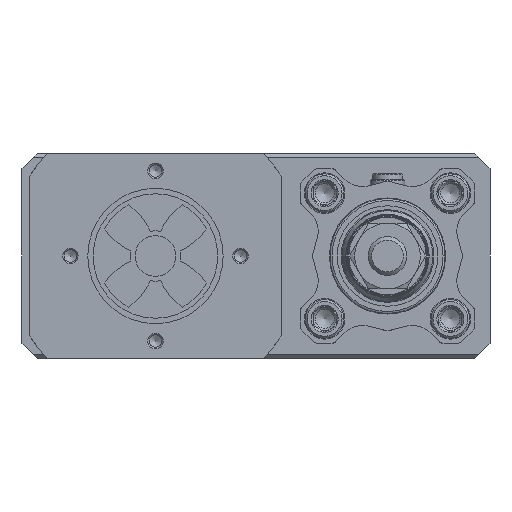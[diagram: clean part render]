
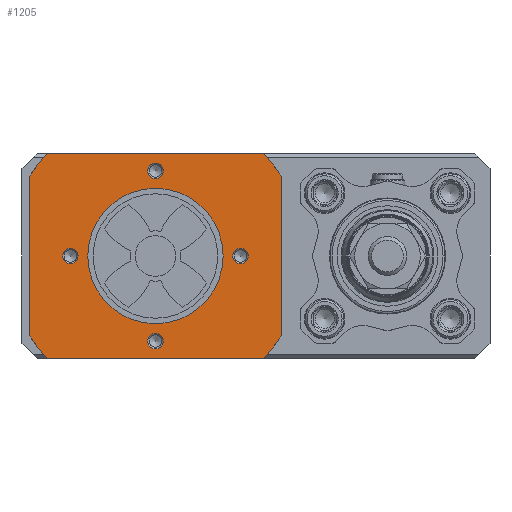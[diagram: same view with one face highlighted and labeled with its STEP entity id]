
A CAD part, left-side view. The second image highlights one B-rep face of the part: STEP entity #1205.
In plain terms, the highlighted face is planar.
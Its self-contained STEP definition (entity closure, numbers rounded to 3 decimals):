
#1205 = ADVANCED_FACE( '', ( #2603, #2604, #2605, #2606, #2607, #2608 ), #2609, .T. );
#2603 = FACE_BOUND( '', #4236, .T. );
#2604 = FACE_BOUND( '', #4237, .T. );
#2605 = FACE_BOUND( '', #4238, .T. );
#2606 = FACE_BOUND( '', #4239, .T. );
#2607 = FACE_BOUND( '', #4240, .T. );
#2608 = FACE_OUTER_BOUND( '', #4241, .T. );
#2609 = PLANE( '', #4242 );
#4236 = EDGE_LOOP( '', ( #7238 ) );
#4237 = EDGE_LOOP( '', ( #7239 ) );
#4238 = EDGE_LOOP( '', ( #7240 ) );
#4239 = EDGE_LOOP( '', ( #7241 ) );
#4240 = EDGE_LOOP( '', ( #7242 ) );
#4241 = EDGE_LOOP( '', ( #7243, #7244, #7245, #7246, #7247, #7248, #7249, #7250 ) );
#4242 = AXIS2_PLACEMENT_3D( '', #7251, #7252, #7253 );
#7238 = ORIENTED_EDGE( '', *, *, #10094, .T. );
#7239 = ORIENTED_EDGE( '', *, *, #9557, .T. );
#7240 = ORIENTED_EDGE( '', *, *, #9181, .T. );
#7241 = ORIENTED_EDGE( '', *, *, #9905, .T. );
#7242 = ORIENTED_EDGE( '', *, *, #9828, .F. );
#7243 = ORIENTED_EDGE( '', *, *, #9864, .F. );
#7244 = ORIENTED_EDGE( '', *, *, #10095, .T. );
#7245 = ORIENTED_EDGE( '', *, *, #9359, .F. );
#7246 = ORIENTED_EDGE( '', *, *, #9913, .T. );
#7247 = ORIENTED_EDGE( '', *, *, #9153, .F. );
#7248 = ORIENTED_EDGE( '', *, *, #10096, .T. );
#7249 = ORIENTED_EDGE( '', *, *, #9110, .F. );
#7250 = ORIENTED_EDGE( '', *, *, #10097, .T. );
#7251 = CARTESIAN_POINT( '', ( 0., 60., 11. ) );
#7252 = DIRECTION( '', ( 0., 0., 1. ) );
#7253 = DIRECTION( '', ( 1., 0., 0. ) );
#9110 = EDGE_CURVE( '', #10750, #10751, #10752, .T. );
#9153 = EDGE_CURVE( '', #10818, #10819, #10820, .T. );
#9181 = EDGE_CURVE( '', #10865, #10865, #10866, .T. );
#9359 = EDGE_CURVE( '', #11166, #11167, #11168, .T. );
#9557 = EDGE_CURVE( '', #11498, #11498, #11499, .T. );
#9828 = EDGE_CURVE( '', #11918, #11918, #11919, .T. );
#9864 = EDGE_CURVE( '', #11969, #11970, #11971, .T. );
#9905 = EDGE_CURVE( '', #12030, #12030, #12031, .T. );
#9913 = EDGE_CURVE( '', #11166, #10819, #12041, .T. );
#10094 = EDGE_CURVE( '', #12289, #12289, #12290, .T. );
#10095 = EDGE_CURVE( '', #11969, #11167, #12291, .T. );
#10096 = EDGE_CURVE( '', #10818, #10751, #12292, .T. );
#10097 = EDGE_CURVE( '', #10750, #11970, #12293, .T. );
#10750 = VERTEX_POINT( '', #13067 );
#10751 = VERTEX_POINT( '', #13068 );
#10752 = LINE( '', #13069, #13070 );
#10818 = VERTEX_POINT( '', #13154 );
#10819 = VERTEX_POINT( '', #13155 );
#10820 = LINE( '', #13156, #13157 );
#10865 = VERTEX_POINT( '', #13215 );
#10866 = CIRCLE( '', #13216, 2. );
#11166 = VERTEX_POINT( '', #13620 );
#11167 = VERTEX_POINT( '', #13621 );
#11168 = LINE( '', #13622, #13623 );
#11498 = VERTEX_POINT( '', #14119 );
#11499 = CIRCLE( '', #14120, 2. );
#11918 = VERTEX_POINT( '', #14698 );
#11919 = CIRCLE( '', #14699, 17.5 );
#11969 = VERTEX_POINT( '', #14775 );
#11970 = VERTEX_POINT( '', #14776 );
#11971 = LINE( '', #14777, #14778 );
#12030 = VERTEX_POINT( '', #14865 );
#12031 = CIRCLE( '', #14866, 2. );
#12041 = CIRCLE( '', #14879, 38.5 );
#12289 = VERTEX_POINT( '', #15196 );
#12290 = CIRCLE( '', #15197, 2. );
#12291 = CIRCLE( '', #15198, 38.5 );
#12292 = CIRCLE( '', #15199, 38.5 );
#12293 = CIRCLE( '', #15200, 38.5 );
#13067 = CARTESIAN_POINT( '', ( -20.64, 92.5, 11. ) );
#13068 = CARTESIAN_POINT( '', ( 20.64, 92.5, 11. ) );
#13069 = CARTESIAN_POINT( '', ( 0., 92.5, 11. ) );
#13070 = VECTOR( '', #16027, 1000. );
#13154 = CARTESIAN_POINT( '', ( 26.5, 87.928, 11. ) );
#13155 = CARTESIAN_POINT( '', ( 26.5, 32.072, 11. ) );
#13156 = CARTESIAN_POINT( '', ( 26.5, 60., 11. ) );
#13157 = VECTOR( '', #16082, 1000. );
#13215 = CARTESIAN_POINT( '', ( -2., 38., 11. ) );
#13216 = AXIS2_PLACEMENT_3D( '', #16117, #16118, #16119 );
#13620 = CARTESIAN_POINT( '', ( 20.64, 27.5, 11. ) );
#13621 = CARTESIAN_POINT( '', ( -20.64, 27.5, 11. ) );
#13622 = CARTESIAN_POINT( '', ( 0., 27.5, 11. ) );
#13623 = VECTOR( '', #16341, 1000. );
#14119 = CARTESIAN_POINT( '', ( -24., 60., 11. ) );
#14120 = AXIS2_PLACEMENT_3D( '', #16574, #16575, #16576 );
#14698 = CARTESIAN_POINT( '', ( 17.5, 60., 11. ) );
#14699 = AXIS2_PLACEMENT_3D( '', #16970, #16971, #16972 );
#14775 = CARTESIAN_POINT( '', ( -26.5, 32.072, 11. ) );
#14776 = CARTESIAN_POINT( '', ( -26.5, 87.928, 11. ) );
#14777 = CARTESIAN_POINT( '', ( -26.5, 60., 11. ) );
#14778 = VECTOR( '', #17007, 1000. );
#14865 = CARTESIAN_POINT( '', ( -2., 82., 11. ) );
#14866 = AXIS2_PLACEMENT_3D( '', #17049, #17050, #17051 );
#14879 = AXIS2_PLACEMENT_3D( '', #17058, #17059, #17060 );
#15196 = CARTESIAN_POINT( '', ( 20., 60., 11. ) );
#15197 = AXIS2_PLACEMENT_3D( '', #17301, #17302, #17303 );
#15198 = AXIS2_PLACEMENT_3D( '', #17304, #17305, #17306 );
#15199 = AXIS2_PLACEMENT_3D( '', #17307, #17308, #17309 );
#15200 = AXIS2_PLACEMENT_3D( '', #17310, #17311, #17312 );
#16027 = DIRECTION( '', ( 1., 0., 0. ) );
#16082 = DIRECTION( '', ( 0., -1., 0. ) );
#16117 = CARTESIAN_POINT( '', ( 0., 38., 11. ) );
#16118 = DIRECTION( '', ( 0., 0., -1. ) );
#16119 = DIRECTION( '', ( -1., 0., 0. ) );
#16341 = DIRECTION( '', ( -1., 0., 0. ) );
#16574 = CARTESIAN_POINT( '', ( -22., 60., 11. ) );
#16575 = DIRECTION( '', ( 0., 0., -1. ) );
#16576 = DIRECTION( '', ( -1., 0., 0. ) );
#16970 = CARTESIAN_POINT( '', ( 0., 60., 11. ) );
#16971 = DIRECTION( '', ( 0., 0., 1. ) );
#16972 = DIRECTION( '', ( 1., 0., 0. ) );
#17007 = DIRECTION( '', ( 0., 1., 0. ) );
#17049 = CARTESIAN_POINT( '', ( 0., 82., 11. ) );
#17050 = DIRECTION( '', ( 0., 0., -1. ) );
#17051 = DIRECTION( '', ( -1., 0., 0. ) );
#17058 = CARTESIAN_POINT( '', ( 0., 60., 11. ) );
#17059 = DIRECTION( '', ( 0., 0., 1. ) );
#17060 = DIRECTION( '', ( 1., 0., 0. ) );
#17301 = CARTESIAN_POINT( '', ( 22., 60., 11. ) );
#17302 = DIRECTION( '', ( 0., 0., -1. ) );
#17303 = DIRECTION( '', ( -1., 0., 0. ) );
#17304 = CARTESIAN_POINT( '', ( 0., 60., 11. ) );
#17305 = DIRECTION( '', ( 0., 0., 1. ) );
#17306 = DIRECTION( '', ( 1., 0., 0. ) );
#17307 = CARTESIAN_POINT( '', ( 0., 60., 11. ) );
#17308 = DIRECTION( '', ( 0., 0., 1. ) );
#17309 = DIRECTION( '', ( 1., 0., 0. ) );
#17310 = CARTESIAN_POINT( '', ( 0., 60., 11. ) );
#17311 = DIRECTION( '', ( 0., 0., 1. ) );
#17312 = DIRECTION( '', ( 1., 0., 0. ) );
